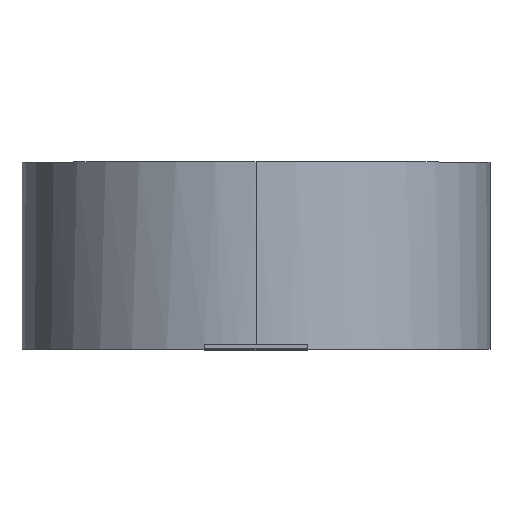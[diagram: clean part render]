
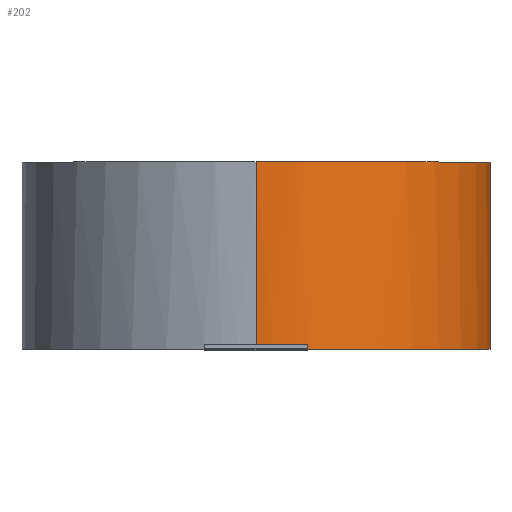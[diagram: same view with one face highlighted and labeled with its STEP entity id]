
A CAD part, top view. The second image highlights one B-rep face of the part: STEP entity #202.
In plain terms, the highlighted cylindrical face has radius 34 mm (diameter 68 mm), a partial arc.
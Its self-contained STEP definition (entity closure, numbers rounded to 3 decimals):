
#7 = DIRECTION ( 'NONE',  ( 0., 0., -1. ) ) ;
#9 = ORIENTED_EDGE ( 'NONE', *, *, #949, .F. ) ;
#81 = VECTOR ( 'NONE', #191, 1000. ) ;
#89 = LINE ( 'NONE', #152, #81 ) ;
#91 = VECTOR ( 'NONE', #233, 1000. ) ;
#114 = EDGE_CURVE ( 'NONE', #831, #892, #554, .T. ) ;
#150 = CARTESIAN_POINT ( 'NONE',  ( 0., 0., 0. ) ) ;
#152 = CARTESIAN_POINT ( 'NONE',  ( 7.5, 0.6, -33.162 ) ) ;
#174 = EDGE_CURVE ( 'NONE', #859, #817, #773, .T. ) ;
#191 = DIRECTION ( 'NONE',  ( 0., -1., 0. ) ) ;
#192 = CARTESIAN_POINT ( 'NONE',  ( 0., 0.6, 0. ) ) ;
#202 = ADVANCED_FACE ( 'NONE', ( #762 ), #747, .T. ) ;
#213 = DIRECTION ( 'NONE',  ( 0., -1., 0. ) ) ;
#230 = EDGE_CURVE ( 'NONE', #844, #817, #654, .T. ) ;
#233 = DIRECTION ( 'NONE',  ( 0., -1., 0. ) ) ;
#245 = AXIS2_PLACEMENT_3D ( 'NONE', #894, #897, #904 ) ;
#263 = AXIS2_PLACEMENT_3D ( 'NONE', #819, #820, #826 ) ;
#275 = VERTEX_POINT ( 'NONE', #569 ) ;
#300 = CARTESIAN_POINT ( 'NONE',  ( 0., 0., 34. ) ) ;
#304 = DIRECTION ( 'NONE',  ( 0., -1., 0. ) ) ;
#305 = ORIENTED_EDGE ( 'NONE', *, *, #230, .T. ) ;
#315 = CIRCLE ( 'NONE', #245, 34. ) ;
#318 = VECTOR ( 'NONE', #754, 1000. ) ;
#325 = CIRCLE ( 'NONE', #263, 34. ) ;
#348 = VERTEX_POINT ( 'NONE', #571 ) ;
#441 = DIRECTION ( 'NONE',  ( 0., 0., 1. ) ) ;
#554 = CIRCLE ( 'NONE', #738, 34. ) ;
#569 = CARTESIAN_POINT ( 'NONE',  ( 7.5, 0., -33.162 ) ) ;
#571 = CARTESIAN_POINT ( 'NONE',  ( 7.5, 0., 33.162 ) ) ;
#614 = EDGE_LOOP ( 'NONE', ( #628, #305, #928, #947, #925, #929, #954, #9 ) ) ;
#628 = ORIENTED_EDGE ( 'NONE', *, *, #870, .T. ) ;
#649 = CARTESIAN_POINT ( 'NONE',  ( 0., 27.2, -34. ) ) ;
#654 = LINE ( 'NONE', #300, #656 ) ;
#656 = VECTOR ( 'NONE', #304, 1000. ) ;
#684 = AXIS2_PLACEMENT_3D ( 'NONE', #150, #830, #7 ) ;
#690 = CARTESIAN_POINT ( 'NONE',  ( 0., 0.6, 34. ) ) ;
#703 = CARTESIAN_POINT ( 'NONE',  ( 0., 0.6, -34. ) ) ;
#718 = AXIS2_PLACEMENT_3D ( 'NONE', #846, #800, #878 ) ;
#731 = VERTEX_POINT ( 'NONE', #649 ) ;
#734 = CARTESIAN_POINT ( 'NONE',  ( 0., 27.2, 34. ) ) ;
#737 = CARTESIAN_POINT ( 'NONE',  ( 7.5, 0.6, 33.162 ) ) ;
#738 = AXIS2_PLACEMENT_3D ( 'NONE', #192, #213, #441 ) ;
#747 = CYLINDRICAL_SURFACE ( 'NONE', #684, 34. ) ;
#754 = DIRECTION ( 'NONE',  ( 0., -1., 0. ) ) ;
#762 = FACE_OUTER_BOUND ( 'NONE', #614, .T. ) ;
#773 = CIRCLE ( 'NONE', #718, 34. ) ;
#778 = CARTESIAN_POINT ( 'NONE',  ( 0., 0., -34. ) ) ;
#788 = CARTESIAN_POINT ( 'NONE',  ( 7.5, 0.6, 33.162 ) ) ;
#800 = DIRECTION ( 'NONE',  ( 0., -1., 0. ) ) ;
#804 = LINE ( 'NONE', #737, #318 ) ;
#817 = VERTEX_POINT ( 'NONE', #690 ) ;
#819 = CARTESIAN_POINT ( 'NONE',  ( 0., 27.2, 0. ) ) ;
#820 = DIRECTION ( 'NONE',  ( 0., -1., 0. ) ) ;
#826 = DIRECTION ( 'NONE',  ( 0., 0., -1. ) ) ;
#830 = DIRECTION ( 'NONE',  ( 0., -1., 0. ) ) ;
#831 = VERTEX_POINT ( 'NONE', #703 ) ;
#844 = VERTEX_POINT ( 'NONE', #734 ) ;
#846 = CARTESIAN_POINT ( 'NONE',  ( 0., 0.6, 0. ) ) ;
#853 = EDGE_CURVE ( 'NONE', #859, #348, #804, .T. ) ;
#859 = VERTEX_POINT ( 'NONE', #788 ) ;
#870 = EDGE_CURVE ( 'NONE', #731, #844, #325, .T. ) ;
#878 = DIRECTION ( 'NONE',  ( 0., 0., -1. ) ) ;
#884 = EDGE_CURVE ( 'NONE', #275, #348, #315, .T. ) ;
#891 = CARTESIAN_POINT ( 'NONE',  ( 7.5, 0.6, -33.162 ) ) ;
#892 = VERTEX_POINT ( 'NONE', #891 ) ;
#894 = CARTESIAN_POINT ( 'NONE',  ( 0., 0., 0. ) ) ;
#897 = DIRECTION ( 'NONE',  ( 0., -1., 0. ) ) ;
#904 = DIRECTION ( 'NONE',  ( 0., 0., -1. ) ) ;
#910 = LINE ( 'NONE', #778, #91 ) ;
#925 = ORIENTED_EDGE ( 'NONE', *, *, #884, .F. ) ;
#928 = ORIENTED_EDGE ( 'NONE', *, *, #174, .F. ) ;
#929 = ORIENTED_EDGE ( 'NONE', *, *, #955, .F. ) ;
#947 = ORIENTED_EDGE ( 'NONE', *, *, #853, .T. ) ;
#949 = EDGE_CURVE ( 'NONE', #731, #831, #910, .T. ) ;
#954 = ORIENTED_EDGE ( 'NONE', *, *, #114, .F. ) ;
#955 = EDGE_CURVE ( 'NONE', #892, #275, #89, .T. ) ;
